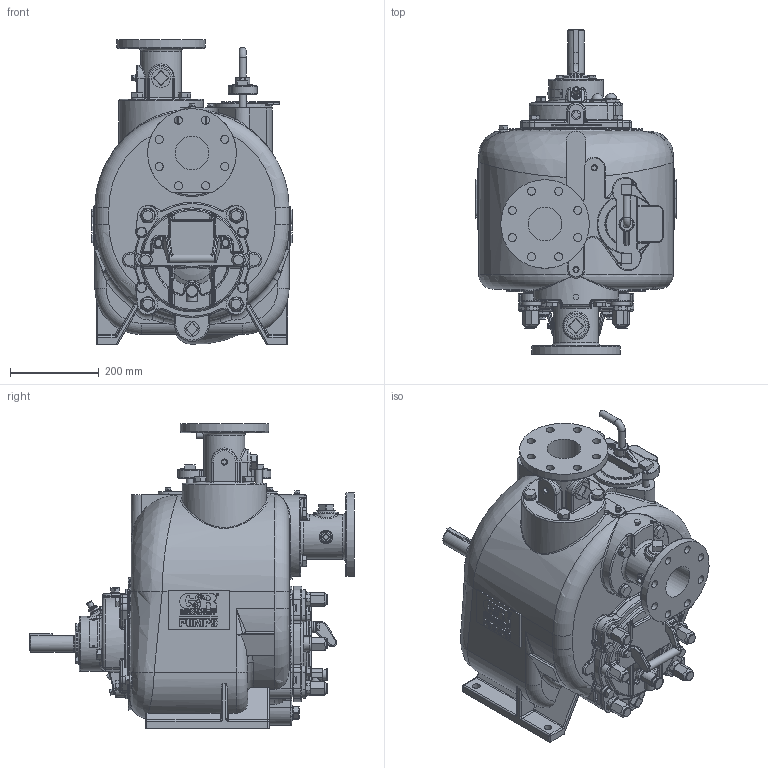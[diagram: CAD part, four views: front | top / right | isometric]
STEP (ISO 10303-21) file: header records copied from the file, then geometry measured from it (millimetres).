
FILE_DESCRIPTION(/* description */ ('Unknown'),/* implementation_level */ '2;1');
FILE_NAME(/* name */ '19030',/* time_stamp */ '2019-03-21T16:41:45-04:00',/* author */ ('Unknown'),/* organization */ ('Unknown'),/* preprocessor_version */ 'ST-DEVELOPER v16.7',/* originating_system */ 'DEX',/* authorisation */ $);
FILE_SCHEMA (('AP242_MANAGED_MODEL_BASED_3D_ENGINEERING_MIM_LF { 1 0 10303 442 1 1 4 }','AUTOMOTIVE_DESIGN {1 0 10303 214 3 1 1}'));
Products named in the file (1): 19030
Bounding box: 452.88 x 733.46 x 687.48 mm (x, y, z)
Volume: 78087417.5 mm3; surface area: 1661152.4 mm2
Topology: 1 solids, 7 shells, 3185 faces, 7883 edges, 4786 vertices
Faces by surface type: plane 1296, cylinder 873, torus 486, bspline 397, sphere 92, cone 41
Full cylindrical faces by diameter (mm): 2.845 x2, 3.175 x2, 8.738 x1, 12.7 x5, 13.106 x4, 13.462 x2, 15.875 x5, 17.348 x6, 17.462 x4, 18 x16, 19.05 x1, 22.174 x8, 22.225 x6, 22.352 x4, 23.368 x1, 25.4 x5, 27.407 x8, 28.575 x4, 31.75 x2, 38.087 x1, 39.675 x1, 76.2 x3, 92.075 x1, 101.6 x1, 123.952 x2, 133.35 x1, 190.5 x2, 199.898 x1, 241.109 x1, 241.275 x1
Entity records: 122724 total; most frequent: CARTESIAN_POINT 26837, DIRECTION 15675, ORIENTED_EDGE 15056, EDGE_CURVE 7528, AXIS2_PLACEMENT_3D 5974, VERTEX_POINT 4704, LINE 3727, VECTOR 3727
